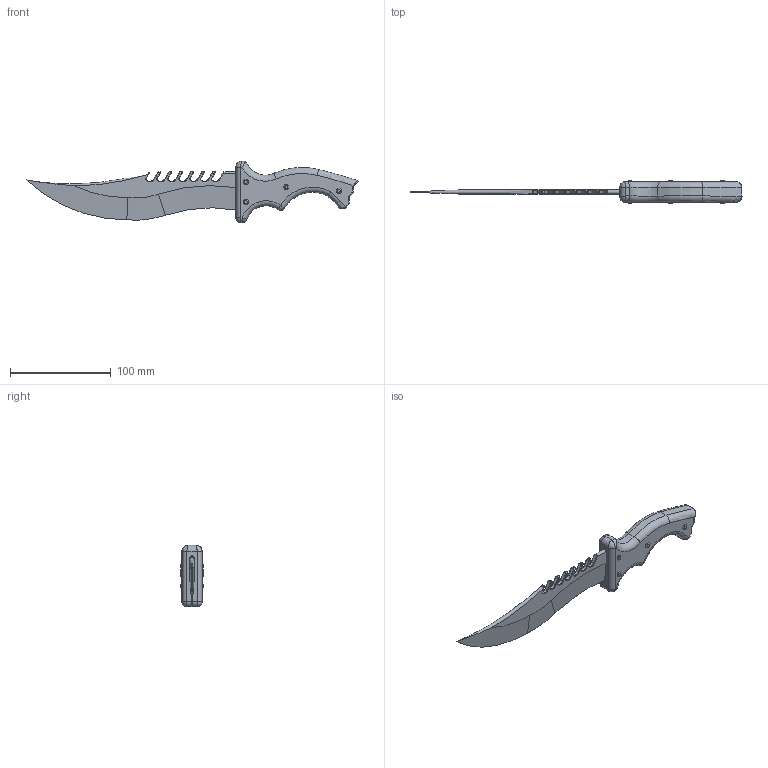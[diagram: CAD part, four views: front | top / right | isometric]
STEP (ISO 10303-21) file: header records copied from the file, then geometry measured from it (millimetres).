
FILE_DESCRIPTION(/* description */ (''),/* implementation_level */ '2;1');
FILE_NAME(/* name */ 'bıçak tasarımı v2.step',/* time_stamp */ '2021-02-02T17:41:23+03:00',/* author */ (''),/* organization */ (''),/* preprocessor_version */ 'ST-DEVELOPER v18.1',/* originating_system */ 'Autodesk Translation Framework v9.7.1.1290',/* authorisation */ '');
FILE_SCHEMA (('AUTOMOTIVE_DESIGN { 1 0 10303 214 3 1 1 }'));
Length unit declared in the file: millimetre
Products named in the file (2): bıçak tasarımı; Component1
Assembly tree (1 placements, depth 2):
  bıçak tasarımı
    Component1
Bounding box: 329 x 22 x 60.84 mm (x, y, z)
Volume: 91356.6 mm3; surface area: 28340.2 mm2
Topology: 6 solids, 6 shells, 214 faces, 478 edges, 268 vertices
Faces by surface type: cylinder 88, torus 51, plane 35, bspline 28, cone 6, sphere 6
Full cylindrical faces by diameter (mm): 5 x4
Entity records: 7038 total; most frequent: CARTESIAN_POINT 2215, DIRECTION 1106, ORIENTED_EDGE 940, AXIS2_PLACEMENT_3D 474, EDGE_CURVE 470, VERTEX_POINT 268, CIRCLE 251, FACE_OUTER_BOUND 214
